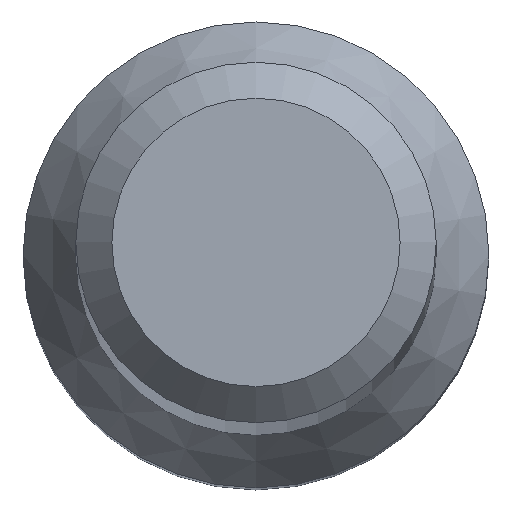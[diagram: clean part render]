
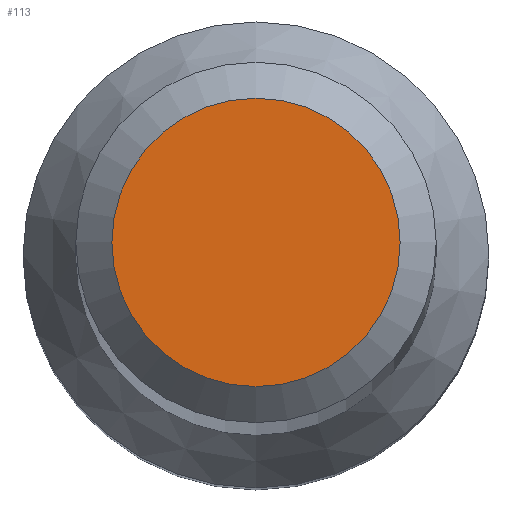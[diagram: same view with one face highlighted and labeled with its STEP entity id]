
A CAD part, top view. The second image highlights one B-rep face of the part: STEP entity #113.
In plain terms, the highlighted planar face has unit normal (0, 0, 1).
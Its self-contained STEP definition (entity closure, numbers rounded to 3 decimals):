
#13 = CIRCLE ( 'NONE', #87, 1.2 ) ;
#24 = AXIS2_PLACEMENT_3D ( 'NONE', #132, #97, #202 ) ;
#32 = DIRECTION ( 'NONE',  ( 0., 1., 0. ) ) ;
#55 = CARTESIAN_POINT ( 'NONE',  ( 0., 0., 70. ) ) ;
#72 = FACE_OUTER_BOUND ( 'NONE', #106, .T. ) ;
#87 = AXIS2_PLACEMENT_3D ( 'NONE', #55, #134, #32 ) ;
#97 = DIRECTION ( 'NONE',  ( 0., 0., 1. ) ) ;
#106 = EDGE_LOOP ( 'NONE', ( #231 ) ) ;
#113 = ADVANCED_FACE ( 'NONE', ( #72 ), #150, .T. ) ;
#120 = VERTEX_POINT ( 'NONE', #140 ) ;
#132 = CARTESIAN_POINT ( 'NONE',  ( 0., 0., 70. ) ) ;
#133 = EDGE_CURVE ( 'NONE', #120, #120, #13, .T. ) ;
#134 = DIRECTION ( 'NONE',  ( 0., 0., -1. ) ) ;
#140 = CARTESIAN_POINT ( 'NONE',  ( 0., 1.2, 70. ) ) ;
#150 = PLANE ( 'NONE',  #24 ) ;
#202 = DIRECTION ( 'NONE',  ( 0., -1., 0. ) ) ;
#231 = ORIENTED_EDGE ( 'NONE', *, *, #133, .F. ) ;
